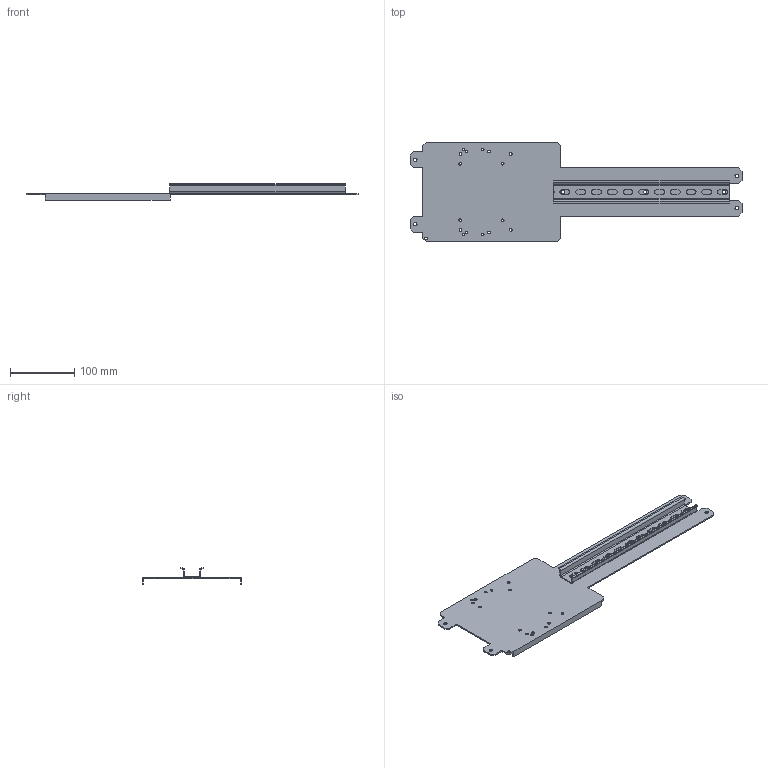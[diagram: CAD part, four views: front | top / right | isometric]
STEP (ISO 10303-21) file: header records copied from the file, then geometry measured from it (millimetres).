
FILE_DESCRIPTION((''),'2;1');
FILE_NAME('ASM0001_ASM','2023-01-26T07:42:40',('klemen.sitar'),('Audax d.o.o.'),'CREO PARAMETRIC BY PTC INC, 2021304','CREO PARAMETRIC BY PTC INC, 2021304','');
FILE_SCHEMA(('AP242_MANAGED_MODEL_BASED_3D_ENGINEERING_MIM_LF { 1 0 10303 442 1 1 4 }'));
Length unit declared in the file: millimetre
Products named in the file (3): 2_2; TH; ASM0001_ASM
Assembly tree (2 placements, depth 2):
  ASM0001_ASM
    2_2
    TH
Bounding box: 516 x 155 x 25 mm (x, y, z)
Volume: 136743.8 mm3; surface area: 149359 mm2
Topology: 2 solids, 2 shells, 164 faces, 528 edges, 370 vertices
Faces by surface type: cylinder 85, plane 79
Entity records: 8889 total; most frequent: DIRECTION 1090, CARTESIAN_POINT 1074, ORIENTED_EDGE 1052, PRESENTATION_STYLE_ASSIGNMENT 628, STYLED_ITEM 628, CURVE_STYLE 530, EDGE_CURVE 526, AXIS2_PLACEMENT_3D 389
